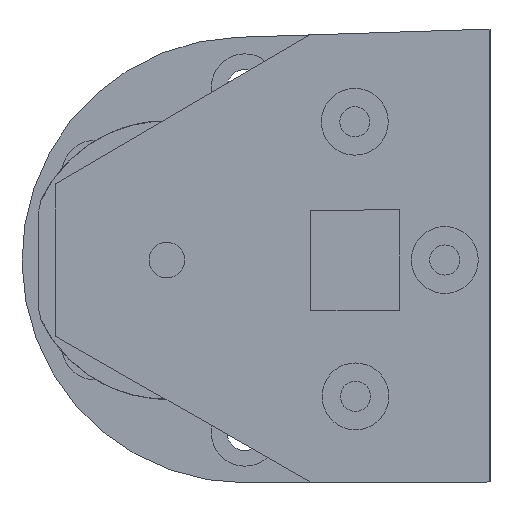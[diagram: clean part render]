
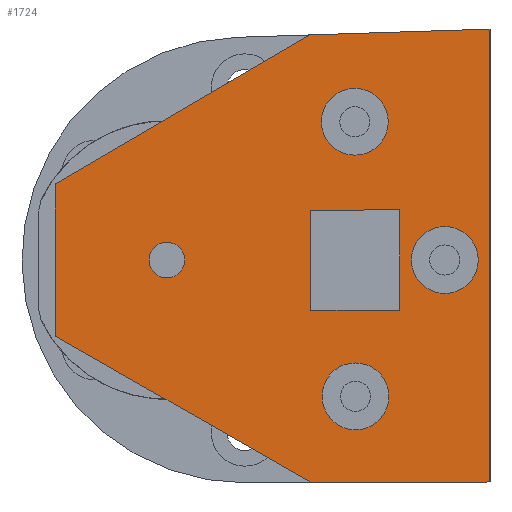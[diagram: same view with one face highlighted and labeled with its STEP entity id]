
A CAD part, front view. The second image highlights one B-rep face of the part: STEP entity #1724.
In plain terms, the highlighted planar face has unit normal (0, -1, 0).
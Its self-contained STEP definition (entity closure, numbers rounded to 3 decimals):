
#74=FACE_BOUND('',#469,.T.);
#75=FACE_BOUND('',#470,.T.);
#76=FACE_BOUND('',#471,.T.);
#77=FACE_BOUND('',#472,.T.);
#78=FACE_BOUND('',#473,.T.);
#186=CIRCLE('',#1904,3.);
#190=CIRCLE('',#1911,3.);
#194=CIRCLE('',#1918,3.);
#196=CIRCLE('',#1922,1.6);
#334=FACE_OUTER_BOUND('',#468,.T.);
#468=EDGE_LOOP('',(#1539,#1540,#1541,#1542,#1543,#1544));
#469=EDGE_LOOP('',(#1545));
#470=EDGE_LOOP('',(#1546));
#471=EDGE_LOOP('',(#1547));
#472=EDGE_LOOP('',(#1548,#1549,#1550,#1551));
#473=EDGE_LOOP('',(#1552));
#570=LINE('',#3525,#688);
#573=LINE('',#3531,#691);
#576=LINE('',#3537,#694);
#579=LINE('',#3541,#697);
#582=LINE('',#3549,#700);
#585=LINE('',#3555,#703);
#588=LINE('',#3561,#706);
#591=LINE('',#3567,#709);
#594=LINE('',#3573,#712);
#597=LINE('',#3577,#715);
#688=VECTOR('',#2352,10.);
#691=VECTOR('',#2357,10.);
#694=VECTOR('',#2362,10.);
#697=VECTOR('',#2367,10.);
#700=VECTOR('',#2372,10.);
#703=VECTOR('',#2377,10.);
#706=VECTOR('',#2382,10.);
#709=VECTOR('',#2387,10.);
#712=VECTOR('',#2392,10.);
#715=VECTOR('',#2397,10.);
#839=VERTEX_POINT('',#3479);
#843=VERTEX_POINT('',#3492);
#847=VERTEX_POINT('',#3505);
#849=VERTEX_POINT('',#3513);
#853=VERTEX_POINT('',#3522);
#854=VERTEX_POINT('',#3524);
#856=VERTEX_POINT('',#3530);
#858=VERTEX_POINT('',#3536);
#861=VERTEX_POINT('',#3546);
#862=VERTEX_POINT('',#3548);
#864=VERTEX_POINT('',#3554);
#866=VERTEX_POINT('',#3560);
#868=VERTEX_POINT('',#3566);
#870=VERTEX_POINT('',#3572);
#1054=EDGE_CURVE('',#839,#839,#186,.T.);
#1060=EDGE_CURVE('',#843,#843,#190,.T.);
#1066=EDGE_CURVE('',#847,#847,#194,.T.);
#1070=EDGE_CURVE('',#849,#849,#196,.T.);
#1075=EDGE_CURVE('',#854,#853,#570,.T.);
#1078=EDGE_CURVE('',#856,#854,#573,.T.);
#1081=EDGE_CURVE('',#858,#856,#576,.T.);
#1084=EDGE_CURVE('',#853,#858,#579,.T.);
#1087=EDGE_CURVE('',#862,#861,#582,.T.);
#1090=EDGE_CURVE('',#864,#862,#585,.T.);
#1093=EDGE_CURVE('',#866,#864,#588,.T.);
#1096=EDGE_CURVE('',#868,#866,#591,.T.);
#1099=EDGE_CURVE('',#870,#868,#594,.T.);
#1102=EDGE_CURVE('',#861,#870,#597,.T.);
#1539=ORIENTED_EDGE('',*,*,#1102,.T.);
#1540=ORIENTED_EDGE('',*,*,#1099,.T.);
#1541=ORIENTED_EDGE('',*,*,#1096,.T.);
#1542=ORIENTED_EDGE('',*,*,#1093,.T.);
#1543=ORIENTED_EDGE('',*,*,#1090,.T.);
#1544=ORIENTED_EDGE('',*,*,#1087,.T.);
#1545=ORIENTED_EDGE('',*,*,#1054,.T.);
#1546=ORIENTED_EDGE('',*,*,#1060,.T.);
#1547=ORIENTED_EDGE('',*,*,#1066,.T.);
#1548=ORIENTED_EDGE('',*,*,#1084,.T.);
#1549=ORIENTED_EDGE('',*,*,#1081,.T.);
#1550=ORIENTED_EDGE('',*,*,#1078,.T.);
#1551=ORIENTED_EDGE('',*,*,#1075,.T.);
#1552=ORIENTED_EDGE('',*,*,#1070,.T.);
#1623=PLANE('',#1934);
#1724=ADVANCED_FACE('',(#334,#74,#75,#76,#77,#78),#1623,.T.);
#1904=AXIS2_PLACEMENT_3D('',#3480,#2301,#2302);
#1911=AXIS2_PLACEMENT_3D('',#3493,#2317,#2318);
#1918=AXIS2_PLACEMENT_3D('',#3506,#2333,#2334);
#1922=AXIS2_PLACEMENT_3D('',#3514,#2343,#2344);
#1934=AXIS2_PLACEMENT_3D('',#3578,#2398,#2399);
#2301=DIRECTION('center_axis',(0.,1.,0.));
#2302=DIRECTION('ref_axis',(0.,0.,-1.));
#2317=DIRECTION('center_axis',(0.,1.,0.));
#2318=DIRECTION('ref_axis',(0.,0.,-1.));
#2333=DIRECTION('center_axis',(0.,1.,0.));
#2334=DIRECTION('ref_axis',(0.,0.,-1.));
#2343=DIRECTION('center_axis',(0.,1.,0.));
#2344=DIRECTION('ref_axis',(1.,0.,0.));
#2352=DIRECTION('',(1.,0.,0.004));
#2357=DIRECTION('',(0.,0.,1.));
#2362=DIRECTION('',(-1.,0.,-0.004));
#2367=DIRECTION('',(0.,0.,-1.));
#2372=DIRECTION('',(0.868,0.,-0.497));
#2377=DIRECTION('',(0.004,0.,-1.));
#2382=DIRECTION('',(-0.863,0.,-0.505));
#2387=DIRECTION('',(-0.999,0.,-0.032));
#2392=DIRECTION('',(0.,0.,1.));
#2397=DIRECTION('',(1.,0.,0.004));
#2398=DIRECTION('center_axis',(0.,-1.,0.));
#2399=DIRECTION('ref_axis',(1.,0.,0.));
#3479=CARTESIAN_POINT('',(24.942,-6.4,3.001));
#3480=CARTESIAN_POINT('Origin',(24.942,-6.4,0.001));
#3492=CARTESIAN_POINT('',(16.929,-6.4,-9.238));
#3493=CARTESIAN_POINT('Origin',(16.929,-6.4,-12.238));
#3505=CARTESIAN_POINT('',(16.871,-6.4,15.408));
#3506=CARTESIAN_POINT('Origin',(16.871,-6.4,12.408));
#3513=CARTESIAN_POINT('',(-1.6,-6.4,0.));
#3514=CARTESIAN_POINT('Origin',(0.,-6.4,0.));
#3522=CARTESIAN_POINT('',(20.883,-6.4,4.501));
#3524=CARTESIAN_POINT('',(12.917,-6.4,4.472));
#3525=CARTESIAN_POINT('',(12.883,-6.4,4.472));
#3530=CARTESIAN_POINT('',(12.917,-6.4,-4.528));
#3531=CARTESIAN_POINT('',(12.917,-6.4,4.501));
#3536=CARTESIAN_POINT('',(20.883,-6.4,-4.499));
#3537=CARTESIAN_POINT('',(20.917,-6.4,-4.499));
#3541=CARTESIAN_POINT('',(20.883,-6.4,-4.528));
#3546=CARTESIAN_POINT('',(12.974,-6.4,-19.978));
#3548=CARTESIAN_POINT('',(-9.975,-6.4,-6.842));
#3549=CARTESIAN_POINT('',(12.974,-6.4,-19.978));
#3554=CARTESIAN_POINT('',(-10.025,-6.4,6.827));
#3555=CARTESIAN_POINT('',(-9.975,-6.4,-6.842));
#3560=CARTESIAN_POINT('',(12.825,-6.4,20.199));
#3561=CARTESIAN_POINT('',(-10.025,-6.4,6.827));
#3566=CARTESIAN_POINT('',(29.,-6.4,20.723));
#3567=CARTESIAN_POINT('',(12.825,-6.4,20.199));
#3572=CARTESIAN_POINT('',(29.,-6.4,-19.918));
#3573=CARTESIAN_POINT('',(29.,-6.4,20.723));
#3577=CARTESIAN_POINT('',(12.974,-6.4,-19.978));
#3578=CARTESIAN_POINT('Origin',(9.487,-6.4,0.373));
